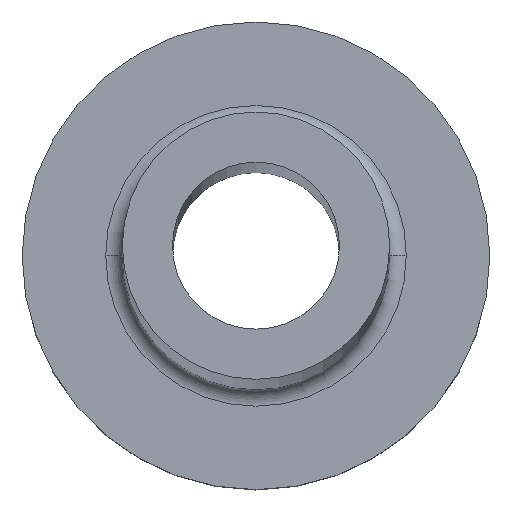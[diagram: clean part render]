
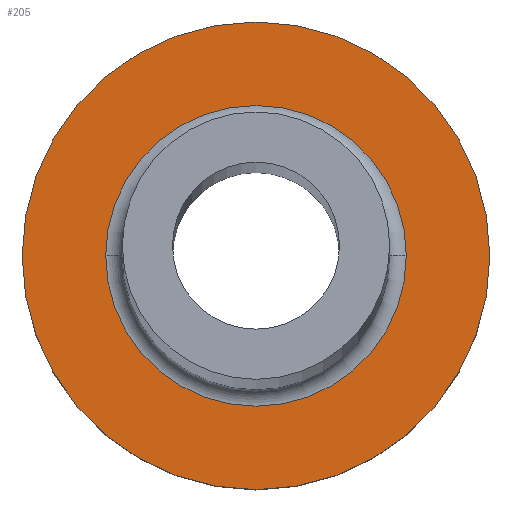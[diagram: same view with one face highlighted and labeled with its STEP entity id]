
A CAD part, top view. The second image highlights one B-rep face of the part: STEP entity #205.
In plain terms, the highlighted planar face has unit normal (0, 0, 1).
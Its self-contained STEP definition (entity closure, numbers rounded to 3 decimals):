
#3 = DIRECTION ( 'NONE',  ( 0., 0., -1. ) ) ;
#8 = AXIS2_PLACEMENT_3D ( 'NONE', #43, #226, #274 ) ;
#18 = EDGE_CURVE ( 'NONE', #263, #151, #251, .T. ) ;
#43 = CARTESIAN_POINT ( 'NONE',  ( 0., 0., 5. ) ) ;
#54 = CARTESIAN_POINT ( 'NONE',  ( 7., 0., 5. ) ) ;
#60 = CIRCLE ( 'NONE', #121, 7. ) ;
#68 = DIRECTION ( 'NONE',  ( 0., 0., 1. ) ) ;
#75 = CARTESIAN_POINT ( 'NONE',  ( 0., 0., 5. ) ) ;
#76 = DIRECTION ( 'NONE',  ( 1., 0., 0. ) ) ;
#82 = CIRCLE ( 'NONE', #8, 7. ) ;
#85 = EDGE_LOOP ( 'NONE', ( #288, #235 ) ) ;
#90 = VERTEX_POINT ( 'NONE', #219 ) ;
#98 = EDGE_CURVE ( 'NONE', #90, #208, #60, .T. ) ;
#102 = DIRECTION ( 'NONE',  ( 1., 0., 0. ) ) ;
#117 = ORIENTED_EDGE ( 'NONE', *, *, #125, .T. ) ;
#121 = AXIS2_PLACEMENT_3D ( 'NONE', #75, #68, #187 ) ;
#124 = AXIS2_PLACEMENT_3D ( 'NONE', #315, #259, #175 ) ;
#125 = EDGE_CURVE ( 'NONE', #208, #90, #82, .T. ) ;
#143 = AXIS2_PLACEMENT_3D ( 'NONE', #249, #368, #76 ) ;
#151 = VERTEX_POINT ( 'NONE', #256 ) ;
#173 = PLANE ( 'NONE',  #124 ) ;
#175 = DIRECTION ( 'NONE',  ( 1., 0., 0. ) ) ;
#187 = DIRECTION ( 'NONE',  ( 1., 0., 0. ) ) ;
#205 = ADVANCED_FACE ( 'NONE', ( #370, #279 ), #173, .T. ) ;
#208 = VERTEX_POINT ( 'NONE', #54 ) ;
#210 = ORIENTED_EDGE ( 'NONE', *, *, #98, .T. ) ;
#219 = CARTESIAN_POINT ( 'NONE',  ( -7., 0., 5. ) ) ;
#220 = CARTESIAN_POINT ( 'NONE',  ( -4.5, 0., 5. ) ) ;
#226 = DIRECTION ( 'NONE',  ( 0., 0., 1. ) ) ;
#229 = CIRCLE ( 'NONE', #237, 4.5 ) ;
#235 = ORIENTED_EDGE ( 'NONE', *, *, #18, .T. ) ;
#237 = AXIS2_PLACEMENT_3D ( 'NONE', #326, #3, #102 ) ;
#249 = CARTESIAN_POINT ( 'NONE',  ( 0., 0., 5. ) ) ;
#251 = CIRCLE ( 'NONE', #143, 4.5 ) ;
#256 = CARTESIAN_POINT ( 'NONE',  ( 4.5, 0., 5. ) ) ;
#259 = DIRECTION ( 'NONE',  ( 0., 0., 1. ) ) ;
#263 = VERTEX_POINT ( 'NONE', #220 ) ;
#264 = EDGE_LOOP ( 'NONE', ( #210, #117 ) ) ;
#274 = DIRECTION ( 'NONE',  ( 1., 0., 0. ) ) ;
#279 = FACE_OUTER_BOUND ( 'NONE', #264, .T. ) ;
#288 = ORIENTED_EDGE ( 'NONE', *, *, #293, .T. ) ;
#293 = EDGE_CURVE ( 'NONE', #151, #263, #229, .T. ) ;
#315 = CARTESIAN_POINT ( 'NONE',  ( 0., 0., 5. ) ) ;
#326 = CARTESIAN_POINT ( 'NONE',  ( 0., 0., 5. ) ) ;
#368 = DIRECTION ( 'NONE',  ( 0., 0., -1. ) ) ;
#370 = FACE_BOUND ( 'NONE', #85, .T. ) ;
